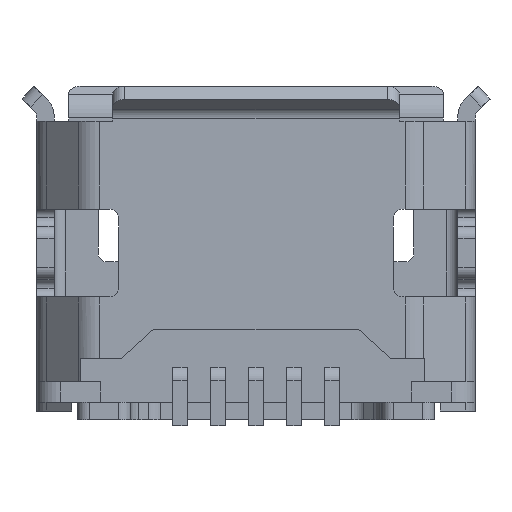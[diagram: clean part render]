
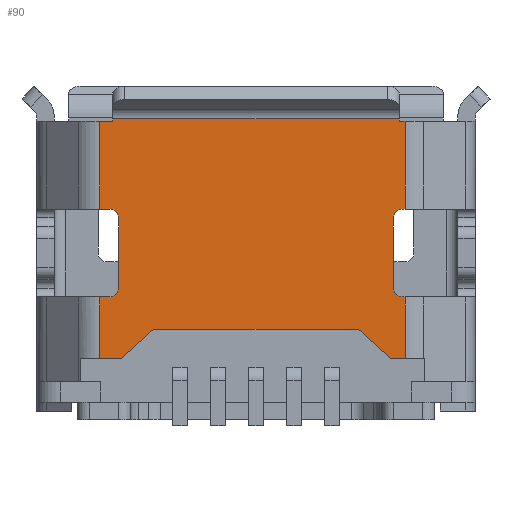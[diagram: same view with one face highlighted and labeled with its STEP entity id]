
A CAD part, front view. The second image highlights one B-rep face of the part: STEP entity #90.
In plain terms, the highlighted planar face has unit normal (0, -1, 0).
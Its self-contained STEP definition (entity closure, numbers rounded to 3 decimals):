
#90=ADVANCED_FACE('',(#397),#398,.T.);
#397=FACE_OUTER_BOUND('',#926,.T.);
#398=PLANE('',#927);
#926=EDGE_LOOP('',(#1903,#1904,#1905,#1906,#1907,#1908,#1909,#1910,#1911,#1912,#1913,#1914,#1915,#1916,#1917,#1918,#1919,#1920,#1921,#1922,#1923,#1924,#1925,#1926));
#927=AXIS2_PLACEMENT_3D('',#1927,#1928,#1929);
#1903=ORIENTED_EDGE('',*,*,#4003,.F.);
#1904=ORIENTED_EDGE('',*,*,#4004,.F.);
#1905=ORIENTED_EDGE('',*,*,#4005,.F.);
#1906=ORIENTED_EDGE('',*,*,#4006,.T.);
#1907=ORIENTED_EDGE('',*,*,#4007,.T.);
#1908=ORIENTED_EDGE('',*,*,#4008,.F.);
#1909=ORIENTED_EDGE('',*,*,#4009,.T.);
#1910=ORIENTED_EDGE('',*,*,#3900,.F.);
#1911=ORIENTED_EDGE('',*,*,#4010,.F.);
#1912=ORIENTED_EDGE('',*,*,#3815,.T.);
#1913=ORIENTED_EDGE('',*,*,#4011,.F.);
#1914=ORIENTED_EDGE('',*,*,#4012,.F.);
#1915=ORIENTED_EDGE('',*,*,#4013,.T.);
#1916=ORIENTED_EDGE('',*,*,#3801,.F.);
#1917=ORIENTED_EDGE('',*,*,#3999,.T.);
#1918=ORIENTED_EDGE('',*,*,#3936,.T.);
#1919=ORIENTED_EDGE('',*,*,#3931,.T.);
#1920=ORIENTED_EDGE('',*,*,#3929,.F.);
#1921=ORIENTED_EDGE('',*,*,#4014,.T.);
#1922=ORIENTED_EDGE('',*,*,#3953,.F.);
#1923=ORIENTED_EDGE('',*,*,#4002,.T.);
#1924=ORIENTED_EDGE('',*,*,#4015,.T.);
#1925=ORIENTED_EDGE('',*,*,#4016,.F.);
#1926=ORIENTED_EDGE('',*,*,#4017,.F.);
#1927=CARTESIAN_POINT('',(-2.675,0.0,0.0));
#1928=DIRECTION('',(0.0,-1.0,0.0));
#1929=DIRECTION('',(0.0,0.0,-1.0));
#3801=EDGE_CURVE('',#4597,#4599,#4600,.T.);
#3815=EDGE_CURVE('',#4627,#4625,#4628,.T.);
#3900=EDGE_CURVE('',#4777,#4779,#4780,.T.);
#3929=EDGE_CURVE('',#4827,#4829,#4830,.T.);
#3931=EDGE_CURVE('',#4832,#4829,#4833,.T.);
#3936=EDGE_CURVE('',#4840,#4832,#4841,.T.);
#3953=EDGE_CURVE('',#4869,#4871,#4872,.T.);
#3999=EDGE_CURVE('',#4597,#4840,#4946,.T.);
#4002=EDGE_CURVE('',#4869,#4949,#4951,.T.);
#4003=EDGE_CURVE('',#4952,#4953,#4954,.T.);
#4004=EDGE_CURVE('',#4955,#4952,#4956,.T.);
#4005=EDGE_CURVE('',#4957,#4955,#4958,.T.);
#4006=EDGE_CURVE('',#4957,#4959,#4960,.T.);
#4007=EDGE_CURVE('',#4959,#4961,#4962,.T.);
#4008=EDGE_CURVE('',#4963,#4961,#4964,.T.);
#4009=EDGE_CURVE('',#4963,#4779,#4965,.T.);
#4010=EDGE_CURVE('',#4627,#4777,#4966,.T.);
#4011=EDGE_CURVE('',#4967,#4625,#4968,.T.);
#4012=EDGE_CURVE('',#4969,#4967,#4970,.T.);
#4013=EDGE_CURVE('',#4969,#4599,#4971,.T.);
#4014=EDGE_CURVE('',#4827,#4871,#4972,.T.);
#4015=EDGE_CURVE('',#4949,#4973,#4974,.T.);
#4016=EDGE_CURVE('',#4975,#4973,#4976,.T.);
#4017=EDGE_CURVE('',#4953,#4975,#4977,.T.);
#4597=VERTEX_POINT('',#5902);
#4599=VERTEX_POINT('',#5904);
#4600=LINE('',#5905,#5906);
#4625=VERTEX_POINT('',#5939);
#4627=VERTEX_POINT('',#5942);
#4628=LINE('',#5943,#5944);
#4777=VERTEX_POINT('',#6188);
#4779=VERTEX_POINT('',#6190);
#4780=LINE('',#6191,#6192);
#4827=VERTEX_POINT('',#6259);
#4829=VERTEX_POINT('',#6262);
#4830=LINE('',#6263,#6264);
#4832=VERTEX_POINT('',#6267);
#4833=CIRCLE('',#6268,0.15);
#4840=VERTEX_POINT('',#6277);
#4841=LINE('',#6278,#6279);
#4869=VERTEX_POINT('',#6320);
#4871=VERTEX_POINT('',#6322);
#4872=LINE('',#6323,#6324);
#4946=LINE('',#6437,#6438);
#4949=VERTEX_POINT('',#6442);
#4951=LINE('',#6444,#6445);
#4952=VERTEX_POINT('',#6446);
#4953=VERTEX_POINT('',#6447);
#4954=LINE('',#6448,#6449);
#4955=VERTEX_POINT('',#6450);
#4956=LINE('',#6451,#6452);
#4957=VERTEX_POINT('',#6453);
#4958=LINE('',#6454,#6455);
#4959=VERTEX_POINT('',#6456);
#4960=LINE('',#6457,#6458);
#4961=VERTEX_POINT('',#6459);
#4962=CIRCLE('',#6460,0.15);
#4963=VERTEX_POINT('',#6461);
#4964=LINE('',#6462,#6463);
#4965=CIRCLE('',#6464,0.15);
#4966=LINE('',#6465,#6466);
#4967=VERTEX_POINT('',#6467);
#4968=LINE('',#6468,#6469);
#4969=VERTEX_POINT('',#6470);
#4970=LINE('',#6471,#6472);
#4971=LINE('',#6473,#6474);
#4972=CIRCLE('',#6475,0.15);
#4973=VERTEX_POINT('',#6476);
#4974=LINE('',#6477,#6478);
#4975=VERTEX_POINT('',#6479);
#4976=LINE('',#6480,#6481);
#4977=LINE('',#6482,#6483);
#5902=CARTESIAN_POINT('',(-2.675,0.0,0.0));
#5904=CARTESIAN_POINT('',(-2.45,0.0,0.0));
#5905=CARTESIAN_POINT('',(-2.675,0.0,0.0));
#5906=VECTOR('',#7842,0.225);
#5939=CARTESIAN_POINT('',(2.45,0.0,0.0));
#5942=CARTESIAN_POINT('',(2.549,0.0,0.0));
#5943=CARTESIAN_POINT('',(2.549,0.0,0.0));
#5944=VECTOR('',#7864,0.099);
#6188=CARTESIAN_POINT('',(2.549,0.0,-1.5));
#6190=CARTESIAN_POINT('',(2.5,0.0,-1.5));
#6191=CARTESIAN_POINT('',(2.549,0.0,-1.5));
#6192=VECTOR('',#7990,0.049);
#6259=CARTESIAN_POINT('',(-2.35,0.0,-2.85));
#6262=CARTESIAN_POINT('',(-2.35,0.0,-1.65));
#6263=CARTESIAN_POINT('',(-2.35,0.0,-2.85));
#6264=VECTOR('',#8033,1.2);
#6267=CARTESIAN_POINT('',(-2.5,0.0,-1.5));
#6268=AXIS2_PLACEMENT_3D('',#8035,#8036,#8037);
#6277=CARTESIAN_POINT('',(-2.675,0.0,-1.5));
#6278=CARTESIAN_POINT('',(-2.675,0.0,-1.5));
#6279=VECTOR('',#8046,0.175);
#6320=CARTESIAN_POINT('',(-2.675,0.0,-3.0));
#6322=CARTESIAN_POINT('',(-2.5,0.0,-3.0));
#6323=CARTESIAN_POINT('',(-2.675,0.0,-3.0));
#6324=VECTOR('',#8078,0.175);
#6437=CARTESIAN_POINT('',(-2.675,0.0,0.0));
#6438=VECTOR('',#8145,1.5);
#6442=CARTESIAN_POINT('',(-2.675,0.0,-4.05));
#6444=CARTESIAN_POINT('',(-2.675,0.0,-3.0));
#6445=VECTOR('',#8150,1.05);
#6446=CARTESIAN_POINT('',(2.299,0.0,-4.05));
#6447=CARTESIAN_POINT('',(1.746,0.0,-3.55));
#6448=CARTESIAN_POINT('',(2.299,0.0,-4.05));
#6449=VECTOR('',#8151,0.746);
#6450=CARTESIAN_POINT('',(2.549,0.0,-4.05));
#6451=CARTESIAN_POINT('',(2.549,0.0,-4.05));
#6452=VECTOR('',#8152,0.251);
#6453=CARTESIAN_POINT('',(2.549,0.0,-3.0));
#6454=CARTESIAN_POINT('',(2.549,0.0,-3.0));
#6455=VECTOR('',#8153,1.05);
#6456=CARTESIAN_POINT('',(2.5,0.0,-3.0));
#6457=CARTESIAN_POINT('',(2.549,0.0,-3.0));
#6458=VECTOR('',#8154,0.049);
#6459=CARTESIAN_POINT('',(2.35,0.0,-2.85));
#6460=AXIS2_PLACEMENT_3D('',#8155,#8156,#8157);
#6461=CARTESIAN_POINT('',(2.35,0.0,-1.65));
#6462=CARTESIAN_POINT('',(2.35,0.0,-1.65));
#6463=VECTOR('',#8158,1.2);
#6464=AXIS2_PLACEMENT_3D('',#8159,#8160,#8161);
#6465=CARTESIAN_POINT('',(2.549,0.0,0.0));
#6466=VECTOR('',#8162,1.5);
#6467=CARTESIAN_POINT('',(2.45,0.0,0.047));
#6468=CARTESIAN_POINT('',(2.45,0.0,0.047));
#6469=VECTOR('',#8163,0.047);
#6470=CARTESIAN_POINT('',(-2.45,0.0,0.047));
#6471=CARTESIAN_POINT('',(-2.45,0.0,0.047));
#6472=VECTOR('',#8164,4.9);
#6473=CARTESIAN_POINT('',(-2.45,0.0,0.047));
#6474=VECTOR('',#8165,0.047);
#6475=AXIS2_PLACEMENT_3D('',#8166,#8167,#8168);
#6476=CARTESIAN_POINT('',(-2.299,0.0,-4.05));
#6477=CARTESIAN_POINT('',(-2.675,0.0,-4.05));
#6478=VECTOR('',#8169,0.376);
#6479=CARTESIAN_POINT('',(-1.746,0.0,-3.55));
#6480=CARTESIAN_POINT('',(-1.746,0.0,-3.55));
#6481=VECTOR('',#8170,0.746);
#6482=CARTESIAN_POINT('',(1.746,0.0,-3.55));
#6483=VECTOR('',#8171,3.491);
#7842=DIRECTION('',(1.0,0.0,0.0));
#7864=DIRECTION('',(-1.0,0.0,0.0));
#7990=DIRECTION('',(-1.0,0.0,0.0));
#8033=DIRECTION('',(0.0,0.0,1.0));
#8035=CARTESIAN_POINT('',(-2.5,0.0,-1.65));
#8036=DIRECTION('',(0.0,1.0,0.0));
#8037=DIRECTION('',(0.0,0.0,1.0));
#8046=DIRECTION('',(1.0,0.0,0.0));
#8078=DIRECTION('',(1.0,0.0,0.0));
#8145=DIRECTION('',(0.0,0.0,-1.0));
#8150=DIRECTION('',(0.0,0.0,-1.0));
#8151=DIRECTION('',(-0.742,0.0,0.67));
#8152=DIRECTION('',(-1.0,0.0,0.0));
#8153=DIRECTION('',(0.0,0.0,-1.0));
#8154=DIRECTION('',(-1.0,0.0,0.0));
#8155=CARTESIAN_POINT('',(2.5,0.0,-2.85));
#8156=DIRECTION('',(0.0,1.0,0.0));
#8157=DIRECTION('',(0.0,0.0,-1.0));
#8158=DIRECTION('',(0.0,0.0,-1.0));
#8159=CARTESIAN_POINT('',(2.5,0.0,-1.65));
#8160=DIRECTION('',(0.0,1.0,0.0));
#8161=DIRECTION('',(-1.0,0.0,0.0));
#8162=DIRECTION('',(0.0,0.0,-1.0));
#8163=DIRECTION('',(0.0,0.0,-1.0));
#8164=DIRECTION('',(1.0,0.0,0.0));
#8165=DIRECTION('',(0.0,0.0,-1.0));
#8166=CARTESIAN_POINT('',(-2.5,0.0,-2.85));
#8167=DIRECTION('',(-0.0,1.0,0.0));
#8168=DIRECTION('',(1.0,0.0,0.0));
#8169=DIRECTION('',(1.0,0.0,0.0));
#8170=DIRECTION('',(-0.742,0.0,-0.67));
#8171=DIRECTION('',(-1.0,0.0,0.0));
